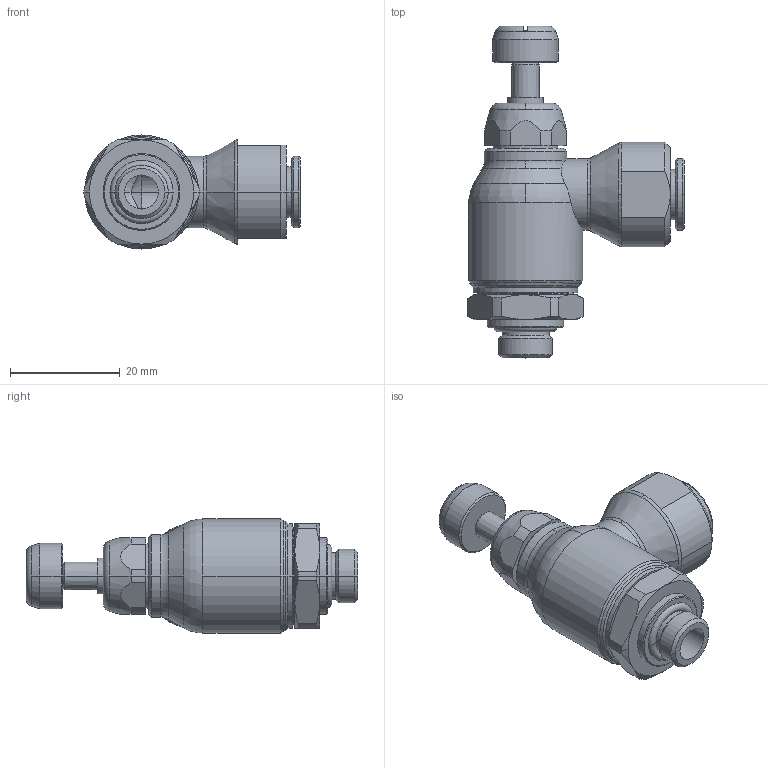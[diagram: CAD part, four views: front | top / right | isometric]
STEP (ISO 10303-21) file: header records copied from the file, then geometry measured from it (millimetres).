
FILE_DESCRIPTION(('STEP AP214'),'1');
FILE_NAME('7100_08_10.stp','2016-07-07T14:52:47',('TraceParts'),('TraceParts S.A.'),'Spatial InterOp 3D',' ',' ');
FILE_SCHEMA(('automotive_design'));
Length unit declared in the file: millimetre
Products named in the file (1): 1
Bounding box: 39.4 x 60.5 x 20.8 mm (x, y, z)
Volume: 14046.3 mm3; surface area: 6258.6 mm2
Topology: 1 solids, 1 shells, 158 faces, 379 edges, 234 vertices
Faces by surface type: cone 54, cylinder 50, plane 34, torus 20
Entity records: 5044 total; most frequent: CARTESIAN_POINT 1312, DIRECTION 855, ORIENTED_EDGE 758, EDGE_CURVE 379, AXIS2_PLACEMENT_3D 371, VERTEX_POINT 234, CIRCLE 212, EDGE_LOOP 171
